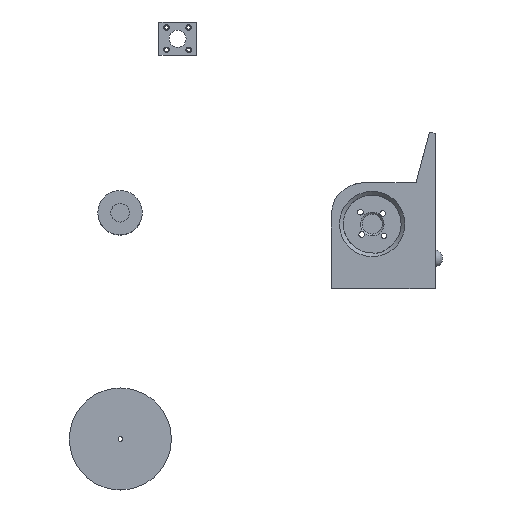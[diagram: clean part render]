
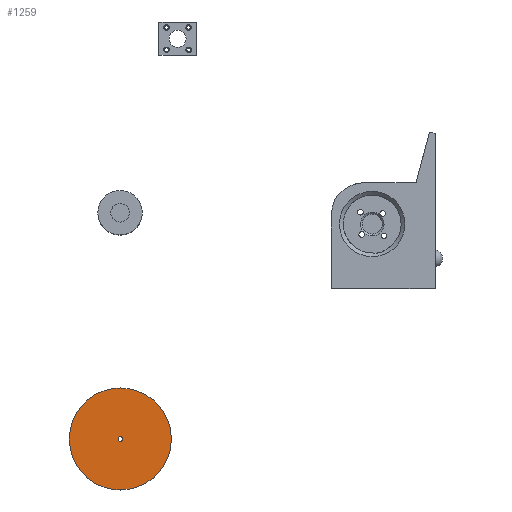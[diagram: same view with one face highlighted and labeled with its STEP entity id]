
A CAD part, top view. The second image highlights one B-rep face of the part: STEP entity #1259.
In plain terms, the highlighted planar face has unit normal (0, 0, 1).
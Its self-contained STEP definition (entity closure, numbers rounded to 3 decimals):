
#88=FACE_BOUND('',#257,.T.);
#130=PLANE('',#1387);
#174=FACE_OUTER_BOUND('',#256,.T.);
#256=EDGE_LOOP('',(#905));
#257=EDGE_LOOP('',(#906));
#544=CIRCLE('',#1381,1.265);
#547=CIRCLE('',#1388,27.5);
#613=VERTEX_POINT('',#1953);
#618=VERTEX_POINT('',#1970);
#724=EDGE_CURVE('',#613,#613,#544,.T.);
#731=EDGE_CURVE('',#618,#618,#547,.T.);
#905=ORIENTED_EDGE('',*,*,#731,.T.);
#906=ORIENTED_EDGE('',*,*,#724,.T.);
#1259=ADVANCED_FACE('',(#174,#88),#130,.T.);
#1381=AXIS2_PLACEMENT_3D('',#1955,#1550,#1551);
#1387=AXIS2_PLACEMENT_3D('',#1969,#1566,#1567);
#1388=AXIS2_PLACEMENT_3D('',#1971,#1568,#1569);
#1550=DIRECTION('center_axis',(0.,0.,-1.));
#1551=DIRECTION('ref_axis',(-1.,0.,0.));
#1566=DIRECTION('center_axis',(0.,0.,1.));
#1567=DIRECTION('ref_axis',(1.,0.,0.));
#1568=DIRECTION('center_axis',(0.,0.,1.));
#1569=DIRECTION('ref_axis',(1.,0.,0.));
#1953=CARTESIAN_POINT('',(1.265,0.,1.));
#1955=CARTESIAN_POINT('Origin',(0.,0.,1.));
#1969=CARTESIAN_POINT('Origin',(0.,0.,1.));
#1970=CARTESIAN_POINT('',(-27.5,0.,1.));
#1971=CARTESIAN_POINT('Origin',(0.,0.,1.));
